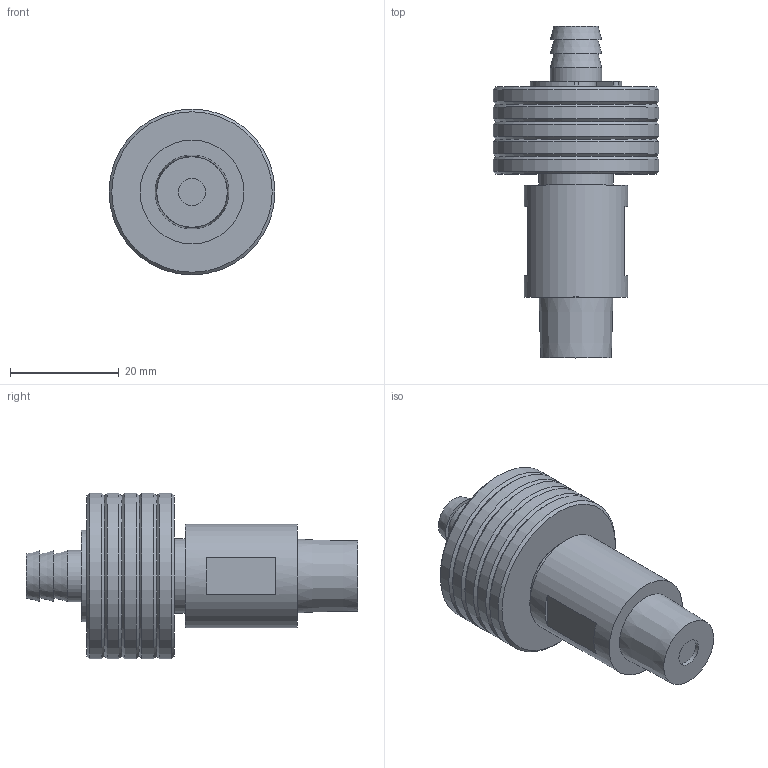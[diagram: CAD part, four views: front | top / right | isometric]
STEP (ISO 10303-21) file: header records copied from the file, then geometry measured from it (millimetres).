
FILE_DESCRIPTION((''),'2;1');
FILE_NAME('OFSVILN.stp','2013-11-25T16:33:11',('Administrator'),(''),'Autodesk Inventor 2010','Autodesk Inventor 2010','');
FILE_SCHEMA(('AUTOMOTIVE_DESIGN { 1 0 10303 214 1 1 1 1 }'));
Length unit declared in the file: inch
Products named in the file (1): OFSVILN_Shrinkwrap_1
Bounding box: 30.48 x 60.96 x 30.48 mm (x, y, z)
Surface area: 6802.7 mm2 (no closed solid volume)
Topology: 0 solids, 7 shells, 63 faces, 148 edges, 96 vertices
Faces by surface type: plane 26, cylinder 22, cone 14, torus 1
Full cylindrical faces by diameter (mm): 4.699 x1, 5.08 x1, 7.544 x1, 9.398 x2, 9.906 x1, 13.716 x1, 19.05 x1, 30.48 x5
Entity records: 1871 total; most frequent: CARTESIAN_POINT 402, DIRECTION 310, ORIENTED_EDGE 202, AXIS2_PLACEMENT_3D 136, EDGE_CURVE 114, EDGE_LOOP 107, VERTEX_POINT 92, CIRCLE 72
